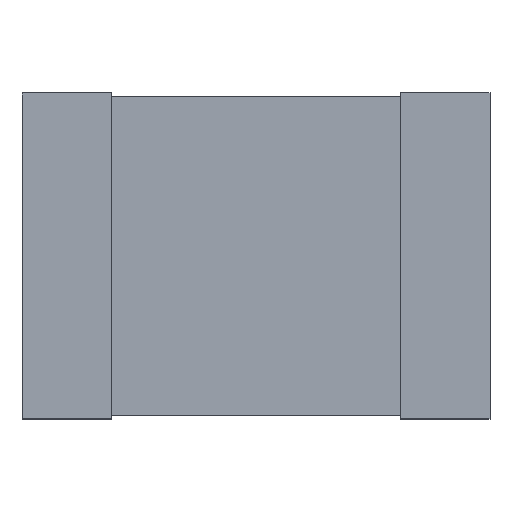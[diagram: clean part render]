
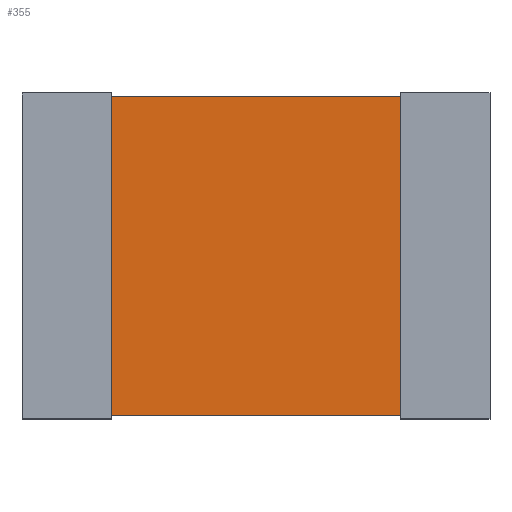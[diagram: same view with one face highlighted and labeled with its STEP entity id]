
A CAD part, top view. The second image highlights one B-rep face of the part: STEP entity #355.
In plain terms, the highlighted planar face has unit normal (0, 0, 1).
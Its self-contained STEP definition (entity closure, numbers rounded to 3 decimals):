
#30 = PLANE ( 'NONE',  #477 ) ;
#40 = CARTESIAN_POINT ( 'NONE',  ( 0., 5.018, 1.96 ) ) ;
#43 = ORIENTED_EDGE ( 'NONE', *, *, #469, .T. ) ;
#131 = FACE_OUTER_BOUND ( 'NONE', #335, .T. ) ;
#163 = VERTEX_POINT ( 'NONE', #653 ) ;
#189 = LINE ( 'NONE', #40, #524 ) ;
#198 = CARTESIAN_POINT ( 'NONE',  ( 0., 0., 1.96 ) ) ;
#200 = DIRECTION ( 'NONE',  ( 1., 0., 0. ) ) ;
#230 = ORIENTED_EDGE ( 'NONE', *, *, #429, .T. ) ;
#298 = CARTESIAN_POINT ( 'NONE',  ( 0., 0., 1.96 ) ) ;
#305 = DIRECTION ( 'NONE',  ( 0., 0., 1. ) ) ;
#313 = LINE ( 'NONE', #298, #583 ) ;
#322 = ORIENTED_EDGE ( 'NONE', *, *, #418, .F. ) ;
#332 = VERTEX_POINT ( 'NONE', #611 ) ;
#335 = EDGE_LOOP ( 'NONE', ( #666, #43, #230, #322 ) ) ;
#350 = VERTEX_POINT ( 'NONE', #608 ) ;
#355 = ADVANCED_FACE ( 'NONE', ( #131 ), #30, .T. ) ;
#362 = EDGE_CURVE ( 'NONE', #523, #332, #313, .T. ) ;
#376 = VECTOR ( 'NONE', #616, 1000. ) ;
#406 = CARTESIAN_POINT ( 'NONE',  ( 0., 0., 1.96 ) ) ;
#414 = DIRECTION ( 'NONE',  ( 1., 0., 0. ) ) ;
#418 = EDGE_CURVE ( 'NONE', #332, #163, #189, .T. ) ;
#429 = EDGE_CURVE ( 'NONE', #350, #163, #466, .T. ) ;
#457 = DIRECTION ( 'NONE',  ( 0., 1., 0. ) ) ;
#466 = LINE ( 'NONE', #625, #561 ) ;
#469 = EDGE_CURVE ( 'NONE', #523, #350, #518, .T. ) ;
#472 = DIRECTION ( 'NONE',  ( 0., 1., 0. ) ) ;
#477 = AXIS2_PLACEMENT_3D ( 'NONE', #406, #305, #414 ) ;
#518 = LINE ( 'NONE', #519, #376 ) ;
#519 = CARTESIAN_POINT ( 'NONE',  ( 0., 0., 1.96 ) ) ;
#523 = VERTEX_POINT ( 'NONE', #198 ) ;
#524 = VECTOR ( 'NONE', #200, 1000. ) ;
#561 = VECTOR ( 'NONE', #472, 1000. ) ;
#583 = VECTOR ( 'NONE', #457, 1000. ) ;
#608 = CARTESIAN_POINT ( 'NONE',  ( 4.555, 0., 1.96 ) ) ;
#611 = CARTESIAN_POINT ( 'NONE',  ( 0., 5.018, 1.96 ) ) ;
#616 = DIRECTION ( 'NONE',  ( 1., 0., 0. ) ) ;
#625 = CARTESIAN_POINT ( 'NONE',  ( 4.555, 0., 1.96 ) ) ;
#653 = CARTESIAN_POINT ( 'NONE',  ( 4.555, 5.018, 1.96 ) ) ;
#666 = ORIENTED_EDGE ( 'NONE', *, *, #362, .F. ) ;
